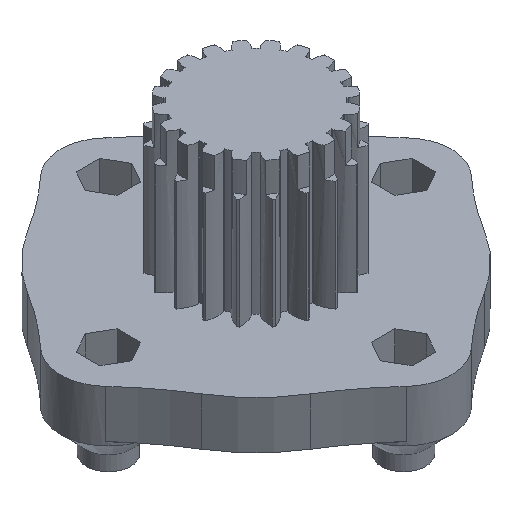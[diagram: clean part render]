
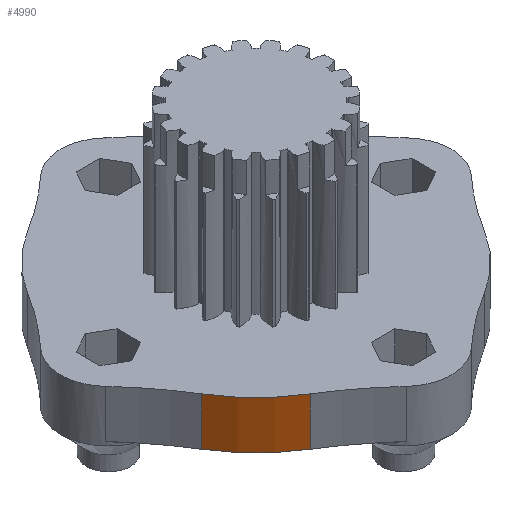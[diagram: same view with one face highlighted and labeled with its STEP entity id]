
A CAD part, isometric view. The second image highlights one B-rep face of the part: STEP entity #4990.
In plain terms, the highlighted cylindrical face has radius 22.5 mm (diameter 45 mm), a partial arc.
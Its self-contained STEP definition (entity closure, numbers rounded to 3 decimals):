
#136=CYLINDRICAL_SURFACE('',#5362,22.5);
#293=CIRCLE('',#5363,22.5);
#294=CIRCLE('',#5364,22.5);
#718=FACE_OUTER_BOUND('',#986,.T.);
#986=EDGE_LOOP('',(#4210,#4211,#4212,#4213));
#1393=LINE('',#9937,#1801);
#1396=LINE('',#9958,#1804);
#1801=VECTOR('',#6402,10.);
#1804=VECTOR('',#6423,10.);
#2292=VERTEX_POINT('',#9930);
#2295=VERTEX_POINT('',#9935);
#2303=VERTEX_POINT('',#9955);
#2304=VERTEX_POINT('',#9957);
#2998=EDGE_CURVE('',#2295,#2292,#1393,.T.);
#3008=EDGE_CURVE('',#2303,#2304,#1396,.T.);
#3011=EDGE_CURVE('',#2304,#2295,#293,.T.);
#3012=EDGE_CURVE('',#2292,#2303,#294,.T.);
#4210=ORIENTED_EDGE('',*,*,#2998,.F.);
#4211=ORIENTED_EDGE('',*,*,#3011,.F.);
#4212=ORIENTED_EDGE('',*,*,#3008,.F.);
#4213=ORIENTED_EDGE('',*,*,#3012,.F.);
#4990=ADVANCED_FACE('',(#718),#136,.T.);
#5362=AXIS2_PLACEMENT_3D('',#9962,#6427,#6428);
#5363=AXIS2_PLACEMENT_3D('',#9963,#6429,#6430);
#5364=AXIS2_PLACEMENT_3D('',#9964,#6431,#6432);
#6402=DIRECTION('',(0.,0.,-1.));
#6423=DIRECTION('',(0.,0.,1.));
#6427=DIRECTION('center_axis',(0.,0.,1.));
#6428=DIRECTION('ref_axis',(-0.96,-0.28,0.));
#6429=DIRECTION('center_axis',(0.,0.,1.));
#6430=DIRECTION('ref_axis',(-0.96,-0.28,0.));
#6431=DIRECTION('center_axis',(0.,0.,-1.));
#6432=DIRECTION('ref_axis',(1.,0.,0.));
#9930=CARTESIAN_POINT('',(-192.012,308.044,35.5));
#9935=CARTESIAN_POINT('',(-192.012,308.044,42.));
#9937=CARTESIAN_POINT('',(-192.012,308.044,40.));
#9955=CARTESIAN_POINT('',(-199.391,315.422,35.5));
#9957=CARTESIAN_POINT('',(-199.391,315.422,42.));
#9958=CARTESIAN_POINT('',(-199.391,315.422,35.5));
#9962=CARTESIAN_POINT('Origin',(-180.225,327.209,40.));
#9963=CARTESIAN_POINT('Origin',(-180.225,327.209,42.));
#9964=CARTESIAN_POINT('Origin',(-180.225,327.209,35.5));
